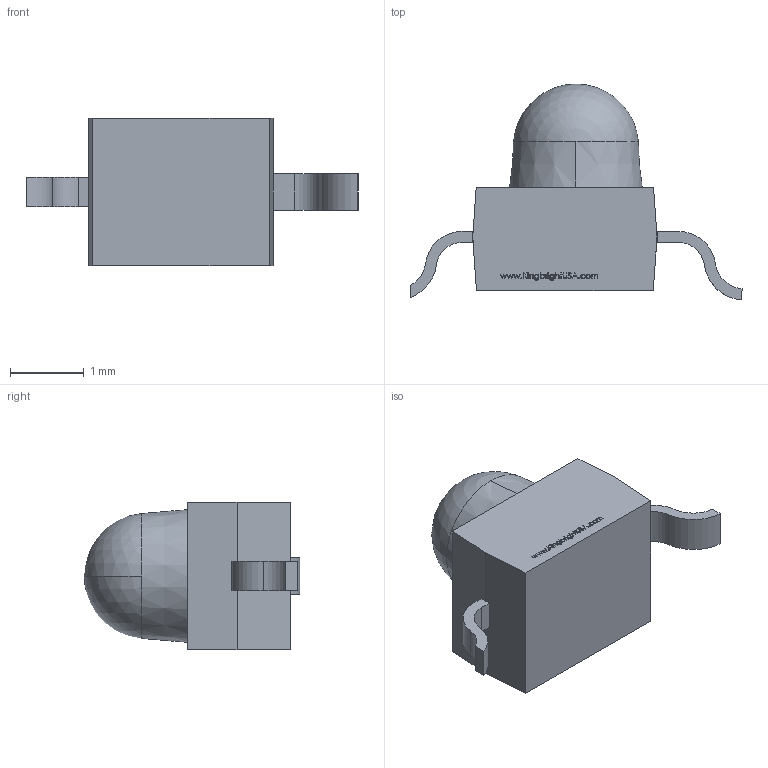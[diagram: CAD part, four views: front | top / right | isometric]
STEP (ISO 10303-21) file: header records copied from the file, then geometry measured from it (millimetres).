
FILE_DESCRIPTION (( 'STEP AP214' ), '1' );
FILE_NAME ('AM2520-03.STEP', '2008-09-02T20:08:01', ( '' ), ( '' ), 'SwSTEP 2.0', 'SolidWorks 2008', '' );
FILE_SCHEMA (( 'AUTOMOTIVE_DESIGN' ));
Length unit declared in the file: millimetre
Products named in the file (1): AM2520-03
Bounding box: 4.5 x 2.93 x 2 mm (x, y, z)
Volume: 9.7 mm3; surface area: 30.9 mm2
Topology: 3 solids, 3 shells, 315 faces, 841 edges, 561 vertices
Faces by surface type: plane 187, bspline 116, cylinder 8, cone 2, sphere 2
Entity records: 18599 total; most frequent: CARTESIAN_POINT 8106, ORIENTED_EDGE 1682, DIRECTION 1033, EDGE_CURVE 841, VECTOR 585, LINE 585, VERTEX_POINT 561, EDGE_LOOP 344
